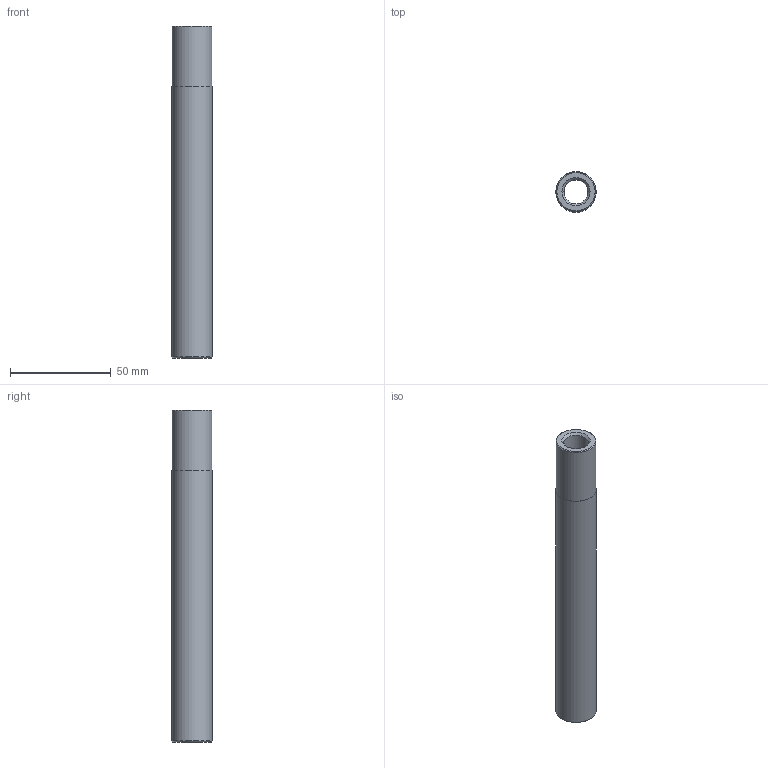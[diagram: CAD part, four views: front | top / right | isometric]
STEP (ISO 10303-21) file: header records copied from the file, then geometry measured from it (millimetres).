
FILE_DESCRIPTION (( 'STEP AP214' ), '1' );
FILE_NAME ('0186-1812_250311_MS01-20x165.STEP', '2025-03-11T14:00:28', ( '' ), ( '' ), 'SwSTEP 2.0', 'SolidWorks 2024', '' );
FILE_SCHEMA (( 'AUTOMOTIVE_DESIGN' ));
Length unit declared in the file: millimetre
Products named in the file (1): 0186-1812_250311_MS01-20x165
Bounding box: 20 x 20 x 165 mm (x, y, z)
Volume: 32935.2 mm3; surface area: 16895.8 mm2
Topology: 1 solids, 1 shells, 10 faces, 19 edges, 12 vertices
Faces by surface type: cone 4, cylinder 3, plane 3
Full cylindrical faces by diameter (mm): 12 x1, 19.8 x1, 20 x1
Entity records: 275 total; most frequent: DIRECTION 42, CARTESIAN_POINT 31, AXIS2_PLACEMENT_3D 21, EDGE_LOOP 20, ORIENTED_EDGE 20, FACE_OUTER_BOUND 13, ADVANCED_FACE 10, VERTEX_POINT 10
